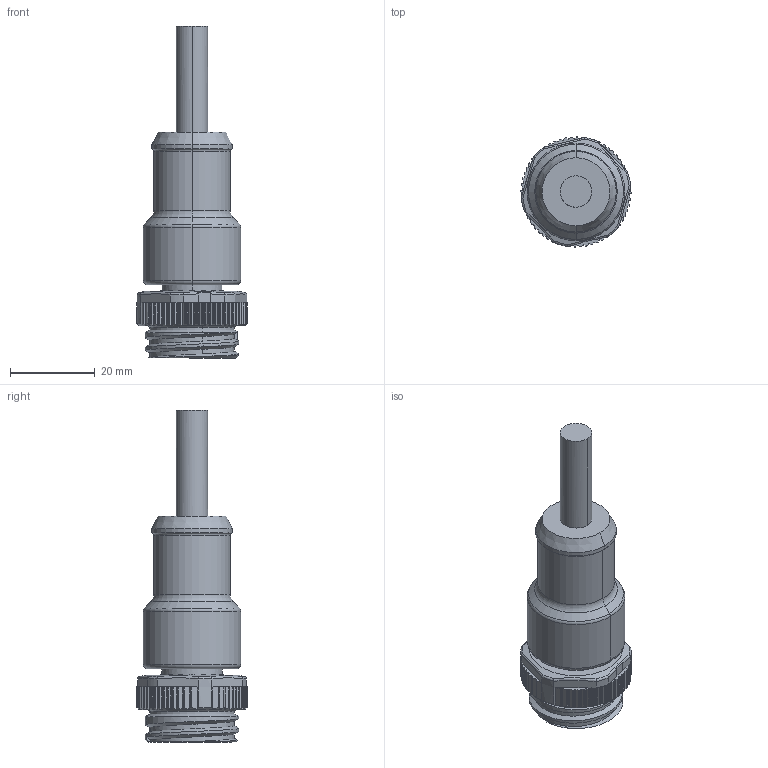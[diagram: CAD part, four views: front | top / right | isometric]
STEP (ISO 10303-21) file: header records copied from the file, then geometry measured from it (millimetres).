
FILE_DESCRIPTION(('CATIA V5 STEP Exchange','CAx-IF Rec.Pracs.--- Model Styling and Organization---1.4--- 2014-01-23'),'2;1');
FILE_NAME ('010724-2_0', '2022-02-16T06:10:37+00:00', ('none'), ('Weidmueller'), 'CATIA Version 5-6 Release 2016 SP3 HF44', 'CATIA V5 STEP AP214', 'none');
FILE_SCHEMA(('AUTOMOTIVE_DESIGN { 1 0 10303 214 1 1 1 1 }'));
Length unit declared in the file: millimetre
Products named in the file (1): 1292080500
Bounding box: 26 x 26 x 78.3 mm (x, y, z)
Volume: 17757.3 mm3; surface area: 8925.5 mm2
Topology: 5 solids, 5 shells, 634 faces, 1677 edges, 1066 vertices
Faces by surface type: cylinder 332, plane 232, cone 32, bspline 20, torus 18
Entity records: 20677 total; most frequent: CARTESIAN_POINT 6105, ORIENTED_EDGE 3354, DIRECTION 2427, EDGE_CURVE 1677, VERTEX_POINT 1066, AXIS2_PLACEMENT_3D 1042, VECTOR 785, LINE 785
